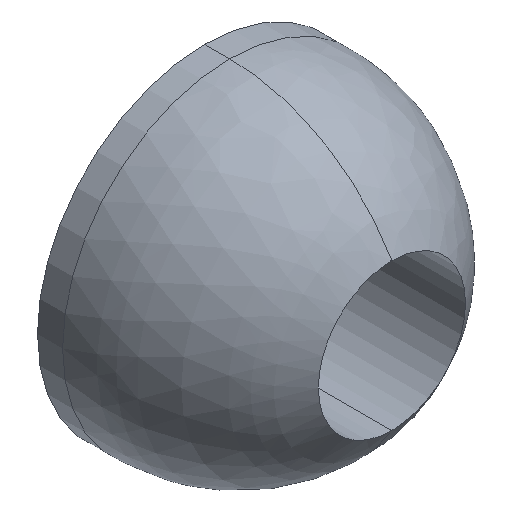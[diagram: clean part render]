
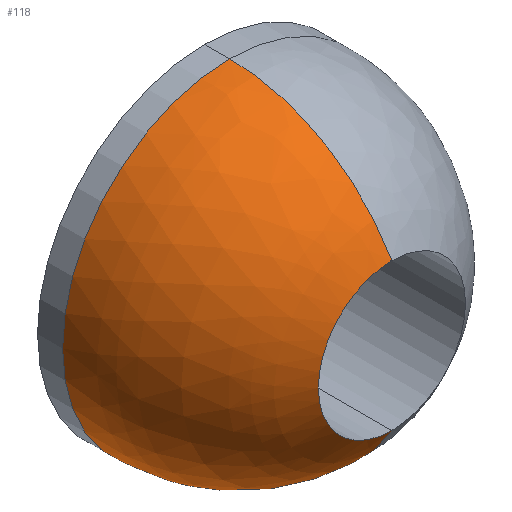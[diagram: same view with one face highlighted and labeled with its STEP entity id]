
A CAD part, isometric view. The second image highlights one B-rep face of the part: STEP entity #118.
In plain terms, the highlighted free-form (B-spline) face has degree [2, 2] with [3, 5] control points.
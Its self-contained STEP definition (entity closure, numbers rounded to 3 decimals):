
#118=ADVANCED_FACE('',(#195),#194,.T.);
#194=( BOUNDED_SURFACE() B_SPLINE_SURFACE( 2,2,((#370,#371,#372,#373,#374),(#375,#376,#377,#378,#379),(#380,#381,#382,#383,#384)), .UNSPECIFIED.,.F.,.F.,.F.) B_SPLINE_SURFACE_WITH_KNOTS((3,3),(3,2,3),(-1.047,0.),(3.142,4.712,6.283), .UNSPECIFIED. ) GEOMETRIC_REPRESENTATION_ITEM() RATIONAL_B_SPLINE_SURFACE(((1.,0.707,1.,0.707,1.),(0.866,0.612,0.866,0.612,0.866),(1.,0.707,1.,0.707,1.))) REPRESENTATION_ITEM('') SURFACE() );
#195=FACE_OUTER_BOUND('',#385,.T.);
#370=CARTESIAN_POINT('',(0.,0.,5.5));
#371=CARTESIAN_POINT('',(-5.5,0.,5.5));
#372=CARTESIAN_POINT('',(-5.5,0.,0.));
#373=CARTESIAN_POINT('',(-5.5,0.,-5.5));
#374=CARTESIAN_POINT('',(0.,0.,-5.5));
#375=CARTESIAN_POINT('',(0.,4.041,12.5));
#376=CARTESIAN_POINT('',(-12.5,4.041,12.5));
#377=CARTESIAN_POINT('',(-12.5,4.041,0.));
#378=CARTESIAN_POINT('',(-12.5,4.041,-12.5));
#379=CARTESIAN_POINT('',(0.,4.041,-12.5));
#380=CARTESIAN_POINT('',(0.,12.124,12.5));
#381=CARTESIAN_POINT('',(-12.5,12.124,12.5));
#382=CARTESIAN_POINT('',(-12.5,12.124,0.));
#383=CARTESIAN_POINT('',(-12.5,12.124,-12.5));
#384=CARTESIAN_POINT('',(0.,12.124,-12.5));
#385=EDGE_LOOP('',(#472,#473,#474,#475));
#472=ORIENTED_EDGE('',*,*,#536,.T.);
#473=ORIENTED_EDGE('',*,*,#541,.F.);
#474=ORIENTED_EDGE('',*,*,#543,.F.);
#475=ORIENTED_EDGE('',*,*,#542,.T.);
#536=EDGE_CURVE('',#646,#647,#648,.T.);
#541=EDGE_CURVE('',#672,#647,#680,.T.);
#542=EDGE_CURVE('',#673,#646,#686,.T.);
#543=EDGE_CURVE('',#673,#672,#692,.T.);
#646=VERTEX_POINT('',#874);
#647=VERTEX_POINT('',#875);
#648=CIRCLE('',#879,12.5);
#672=VERTEX_POINT('',#888);
#673=VERTEX_POINT('',#889);
#680=(BOUNDED_CURVE() B_SPLINE_CURVE(2,(#894,#895,#896),.UNSPECIFIED.,.F.,.F.) B_SPLINE_CURVE_WITH_KNOTS((3,3),(-1.047,0.),.UNSPECIFIED.) CURVE() GEOMETRIC_REPRESENTATION_ITEM() RATIONAL_B_SPLINE_CURVE((1.,0.866,1.)) REPRESENTATION_ITEM('') );
#686=(BOUNDED_CURVE() B_SPLINE_CURVE(2,(#897,#898,#899),.UNSPECIFIED.,.F.,.F.) B_SPLINE_CURVE_WITH_KNOTS((3,3),(-1.047,0.),.UNSPECIFIED.) CURVE() GEOMETRIC_REPRESENTATION_ITEM() RATIONAL_B_SPLINE_CURVE((1.,0.866,1.)) REPRESENTATION_ITEM('') );
#692=CIRCLE('',#903,5.5);
#874=CARTESIAN_POINT('',(0.,12.124,12.5));
#875=CARTESIAN_POINT('',(0.,12.124,-12.5));
#876=CARTESIAN_POINT('',(0.,12.124,0.));
#877=DIRECTION('',(0.,-1.,0.));
#878=DIRECTION('',(0.,0.,1.));
#879=AXIS2_PLACEMENT_3D('',#876,#877,#878);
#888=CARTESIAN_POINT('',(0.,0.,-5.5));
#889=CARTESIAN_POINT('',(0.,0.,5.5));
#894=CARTESIAN_POINT('',(0.,0.,-5.5));
#895=CARTESIAN_POINT('',(0.,4.041,-12.5));
#896=CARTESIAN_POINT('',(0.,12.124,-12.5));
#897=CARTESIAN_POINT('',(0.,0.,5.5));
#898=CARTESIAN_POINT('',(0.,4.041,12.5));
#899=CARTESIAN_POINT('',(0.,12.124,12.5));
#900=CARTESIAN_POINT('',(0.,0.,0.));
#901=DIRECTION('',(0.,-1.,0.));
#902=DIRECTION('',(0.,0.,1.));
#903=AXIS2_PLACEMENT_3D('',#900,#901,#902);
